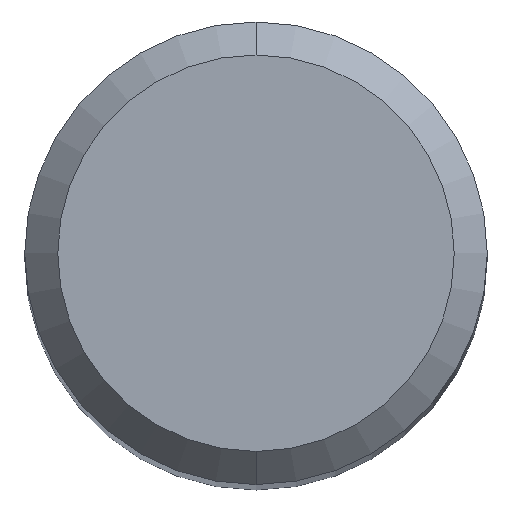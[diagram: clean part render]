
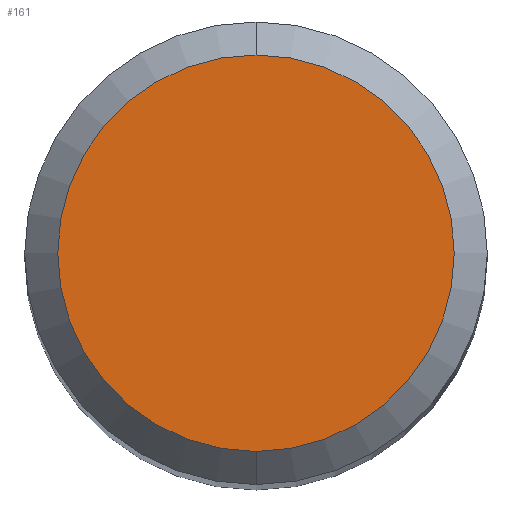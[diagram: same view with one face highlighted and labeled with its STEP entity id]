
A CAD part, top view. The second image highlights one B-rep face of the part: STEP entity #161.
In plain terms, the highlighted planar face has unit normal (0, 0, 1).
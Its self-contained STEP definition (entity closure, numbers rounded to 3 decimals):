
#161=ADVANCED_FACE('',(#382),#383,.T.);
#185=EDGE_CURVE('',#261,#247,#412,.T.);
#199=EDGE_CURVE('',#247,#261,#428,.T.);
#247=VERTEX_POINT('',#481);
#261=VERTEX_POINT('',#496);
#382=FACE_OUTER_BOUND('',#622,.T.);
#383=PLANE('',#623);
#412=CIRCLE('',#660,1.8);
#428=CIRCLE('',#681,1.8);
#481=CARTESIAN_POINT('',(0.,-1.8,0.0));
#496=CARTESIAN_POINT('',(0.0,1.8,0.0));
#622=EDGE_LOOP('',(#915,#916));
#623=AXIS2_PLACEMENT_3D('',#917,#918,#919);
#660=AXIS2_PLACEMENT_3D('',#966,#967,#968);
#681=AXIS2_PLACEMENT_3D('',#992,#993,#994);
#915=ORIENTED_EDGE('',*,*,#185,.F.);
#916=ORIENTED_EDGE('',*,*,#199,.F.);
#917=CARTESIAN_POINT('',(0.0,0.9,0.0));
#918=DIRECTION('',(-0.0,0.0,1.0));
#919=DIRECTION('',(0.0,-1.0,0.0));
#966=CARTESIAN_POINT('',(0.0,0.0,0.0));
#967=DIRECTION('',(0.0,0.0,-1.0));
#968=DIRECTION('',(0.0,1.0,0.0));
#992=CARTESIAN_POINT('',(0.0,0.0,0.0));
#993=DIRECTION('',(0.0,0.0,-1.0));
#994=DIRECTION('',(0.0,1.0,0.0));
